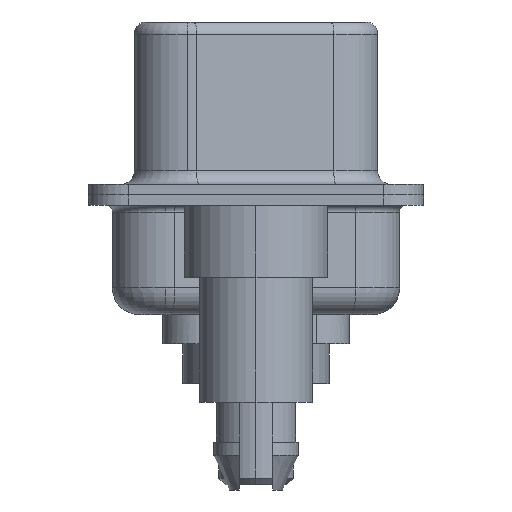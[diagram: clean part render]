
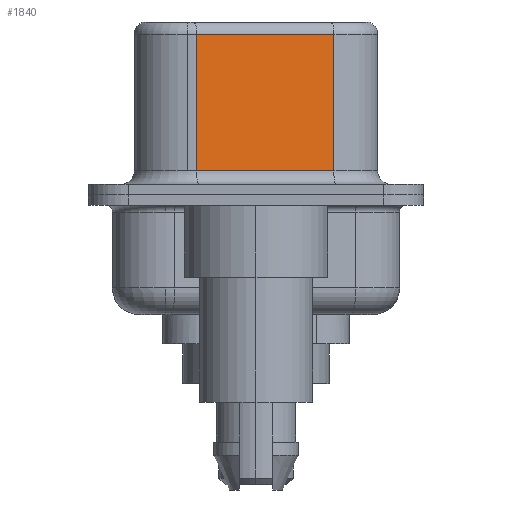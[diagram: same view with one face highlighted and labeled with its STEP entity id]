
A CAD part, left-side view. The second image highlights one B-rep face of the part: STEP entity #1840.
In plain terms, the highlighted planar face has unit normal (-0.985, -0.174, 0).
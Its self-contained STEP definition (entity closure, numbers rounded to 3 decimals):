
#1167 = CARTESIAN_POINT ( 'NONE',  ( 4.585, -2.927, 6.02 ) ) ;
#1267 = CARTESIAN_POINT ( 'NONE',  ( 4.585, -2.927, 0.9 ) ) ;
#1404 = PLANE ( 'NONE',  #5273 ) ;
#1785 = EDGE_CURVE ( 'NONE', #10012, #10367, #6251, .T. ) ;
#1840 = ADVANCED_FACE ( 'NONE', ( #16826 ), #1404, .F. ) ;
#2900 = DIRECTION ( 'NONE',  ( -0.174, 0.985, 0. ) ) ;
#3404 = VECTOR ( 'NONE', #12409, 1000. ) ;
#4126 = DIRECTION ( 'NONE',  ( 0., 0., -1. ) ) ;
#4206 = DIRECTION ( 'NONE',  ( 0.174, -0.985, 0. ) ) ;
#5273 = AXIS2_PLACEMENT_3D ( 'NONE', #8873, #17840, #2900 ) ;
#6036 = EDGE_CURVE ( 'NONE', #16452, #8595, #6852, .T. ) ;
#6251 = LINE ( 'NONE', #19294, #13310 ) ;
#6852 = LINE ( 'NONE', #13117, #18355 ) ;
#7868 = CARTESIAN_POINT ( 'NONE',  ( 4.585, -2.927, 6.02 ) ) ;
#8408 = CARTESIAN_POINT ( 'NONE',  ( 3.675, 2.233, 0.9 ) ) ;
#8595 = VERTEX_POINT ( 'NONE', #8408 ) ;
#8862 = LINE ( 'NONE', #1267, #12379 ) ;
#8873 = CARTESIAN_POINT ( 'NONE',  ( 4.585, -2.927, 6.52 ) ) ;
#10012 = VERTEX_POINT ( 'NONE', #1167 ) ;
#10119 = CARTESIAN_POINT ( 'NONE',  ( 3.675, 2.233, 6.02 ) ) ;
#10367 = VERTEX_POINT ( 'NONE', #13572 ) ;
#10436 = ORIENTED_EDGE ( 'NONE', *, *, #1785, .F. ) ;
#11119 = EDGE_LOOP ( 'NONE', ( #10436, #12927, #15285, #13265 ) ) ;
#11865 = LINE ( 'NONE', #7868, #3404 ) ;
#12379 = VECTOR ( 'NONE', #4206, 1000. ) ;
#12409 = DIRECTION ( 'NONE',  ( -0.174, 0.985, 0. ) ) ;
#12927 = ORIENTED_EDGE ( 'NONE', *, *, #17779, .T. ) ;
#13117 = CARTESIAN_POINT ( 'NONE',  ( 3.675, 2.233, 6.52 ) ) ;
#13265 = ORIENTED_EDGE ( 'NONE', *, *, #14604, .T. ) ;
#13310 = VECTOR ( 'NONE', #17772, 1000. ) ;
#13572 = CARTESIAN_POINT ( 'NONE',  ( 4.585, -2.927, 0.9 ) ) ;
#14604 = EDGE_CURVE ( 'NONE', #8595, #10367, #8862, .T. ) ;
#15285 = ORIENTED_EDGE ( 'NONE', *, *, #6036, .T. ) ;
#16452 = VERTEX_POINT ( 'NONE', #10119 ) ;
#16826 = FACE_OUTER_BOUND ( 'NONE', #11119, .T. ) ;
#17772 = DIRECTION ( 'NONE',  ( 0., 0., -1. ) ) ;
#17779 = EDGE_CURVE ( 'NONE', #10012, #16452, #11865, .T. ) ;
#17840 = DIRECTION ( 'NONE',  ( 0.985, 0.174, 0. ) ) ;
#18355 = VECTOR ( 'NONE', #4126, 1000. ) ;
#19294 = CARTESIAN_POINT ( 'NONE',  ( 4.585, -2.927, 6.52 ) ) ;
